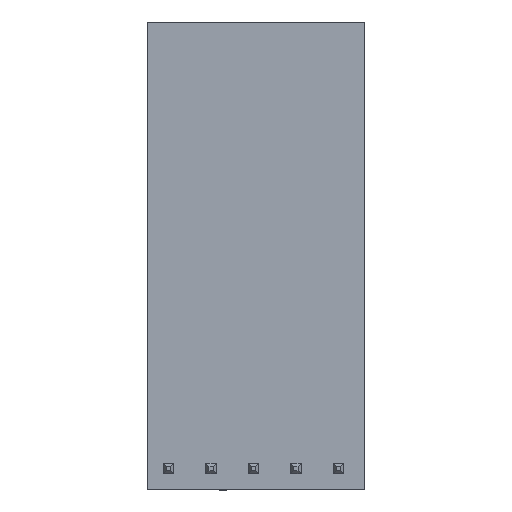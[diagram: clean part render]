
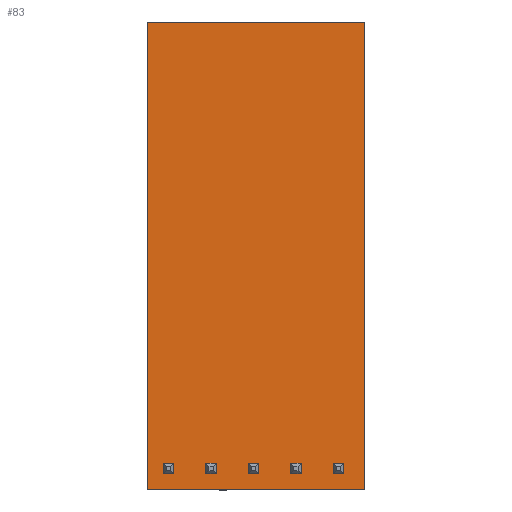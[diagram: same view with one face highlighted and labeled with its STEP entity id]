
A CAD part, top view. The second image highlights one B-rep face of the part: STEP entity #83.
In plain terms, the highlighted planar face has unit normal (0, 0, 1).
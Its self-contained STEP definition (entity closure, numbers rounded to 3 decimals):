
#83 = ADVANCED_FACE ( 'NONE', ( #5031 ), #1154, .T. ) ;
#235 = DIRECTION ( 'NONE',  ( 0., 0., 1. ) ) ;
#242 = EDGE_CURVE ( 'NONE', #588, #920, #927, .T. ) ;
#489 = DIRECTION ( 'NONE',  ( 0., 1., 0. ) ) ;
#560 = CARTESIAN_POINT ( 'NONE',  ( 14., 6., 1. ) ) ;
#588 = VERTEX_POINT ( 'NONE', #2601 ) ;
#673 = DIRECTION ( 'NONE',  ( 0., -1., 0. ) ) ;
#912 = LINE ( 'NONE', #4103, #4301 ) ;
#920 = VERTEX_POINT ( 'NONE', #4405 ) ;
#927 = LINE ( 'NONE', #1319, #5269 ) ;
#1123 = LINE ( 'NONE', #2977, #3911 ) ;
#1154 = PLANE ( 'NONE',  #5237 ) ;
#1179 = ORIENTED_EDGE ( 'NONE', *, *, #242, .T. ) ;
#1319 = CARTESIAN_POINT ( 'NONE',  ( -14., -7., 1. ) ) ;
#1715 = VECTOR ( 'NONE', #2328, 1000. ) ;
#2057 = CARTESIAN_POINT ( 'NONE',  ( 0., 0., 1. ) ) ;
#2328 = DIRECTION ( 'NONE',  ( -1., 0., 0. ) ) ;
#2390 = CARTESIAN_POINT ( 'NONE',  ( -14., 6., 1. ) ) ;
#2420 = VERTEX_POINT ( 'NONE', #4547 ) ;
#2601 = CARTESIAN_POINT ( 'NONE',  ( -14., -7., 1. ) ) ;
#2612 = EDGE_CURVE ( 'NONE', #920, #3733, #912, .T. ) ;
#2977 = CARTESIAN_POINT ( 'NONE',  ( -14., 6., 1. ) ) ;
#3733 = VERTEX_POINT ( 'NONE', #560 ) ;
#3749 = LINE ( 'NONE', #2390, #1715 ) ;
#3911 = VECTOR ( 'NONE', #673, 1000. ) ;
#4043 = ORIENTED_EDGE ( 'NONE', *, *, #5463, .T. ) ;
#4047 = EDGE_CURVE ( 'NONE', #3733, #2420, #3749, .T. ) ;
#4103 = CARTESIAN_POINT ( 'NONE',  ( 14., 6., 1. ) ) ;
#4218 = DIRECTION ( 'NONE',  ( 1., 0., 0. ) ) ;
#4301 = VECTOR ( 'NONE', #489, 1000. ) ;
#4405 = CARTESIAN_POINT ( 'NONE',  ( 14., -7., 1. ) ) ;
#4446 = DIRECTION ( 'NONE',  ( 1., 0., 0. ) ) ;
#4547 = CARTESIAN_POINT ( 'NONE',  ( -14., 6., 1. ) ) ;
#4566 = EDGE_LOOP ( 'NONE', ( #4043, #1179, #4591, #5337 ) ) ;
#4591 = ORIENTED_EDGE ( 'NONE', *, *, #2612, .T. ) ;
#5031 = FACE_OUTER_BOUND ( 'NONE', #4566, .T. ) ;
#5237 = AXIS2_PLACEMENT_3D ( 'NONE', #2057, #235, #4446 ) ;
#5269 = VECTOR ( 'NONE', #4218, 1000. ) ;
#5337 = ORIENTED_EDGE ( 'NONE', *, *, #4047, .T. ) ;
#5463 = EDGE_CURVE ( 'NONE', #2420, #588, #1123, .T. ) ;
